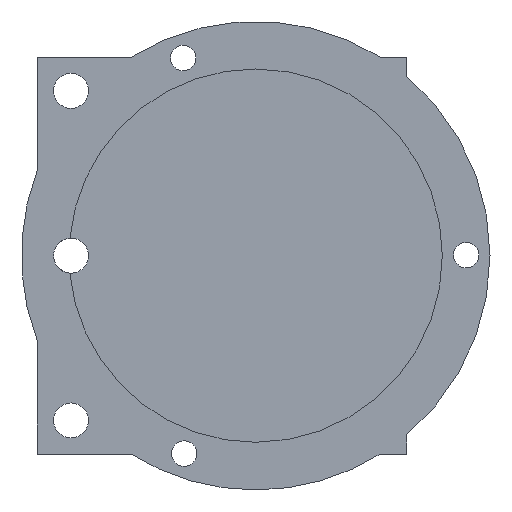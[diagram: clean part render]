
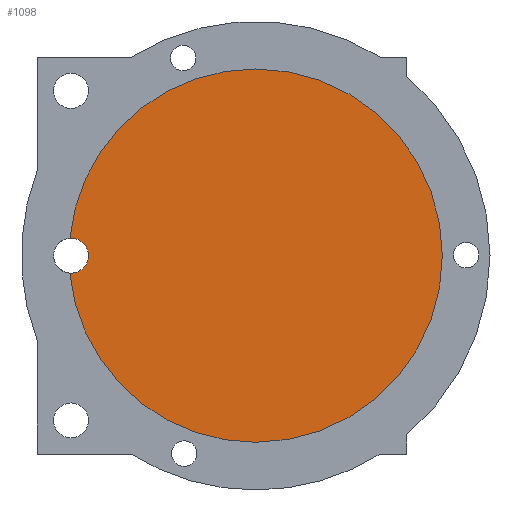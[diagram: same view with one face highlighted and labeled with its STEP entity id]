
A CAD part, front view. The second image highlights one B-rep face of the part: STEP entity #1098.
In plain terms, the highlighted planar face has unit normal (0, -1, 0).
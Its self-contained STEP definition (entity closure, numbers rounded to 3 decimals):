
#18 = ORIENTED_EDGE ( 'NONE', *, *, #108, .T. ) ;
#25 = CARTESIAN_POINT ( 'NONE',  ( -23.25, 4.5, 2.2 ) ) ;
#69 = DIRECTION ( 'NONE',  ( 0., 0., 1. ) ) ;
#82 = DIRECTION ( 'NONE',  ( 0., 1., 0. ) ) ;
#108 = EDGE_CURVE ( 'NONE', #1180, #557, #510, .T. ) ;
#115 = DIRECTION ( 'NONE',  ( 0., 1., 0. ) ) ;
#134 = CARTESIAN_POINT ( 'NONE',  ( -23.25, 4.5, 0. ) ) ;
#187 = CARTESIAN_POINT ( 'NONE',  ( 0., 4.5, -23.5 ) ) ;
#202 = VERTEX_POINT ( 'NONE', #218 ) ;
#218 = CARTESIAN_POINT ( 'NONE',  ( -23.25, 4.5, -2.2 ) ) ;
#257 = AXIS2_PLACEMENT_3D ( 'NONE', #1787, #1214, #772 ) ;
#299 = CIRCLE ( 'NONE', #1705, 23.5 ) ;
#300 = AXIS2_PLACEMENT_3D ( 'NONE', #1283, #1399, #1408 ) ;
#305 = AXIS2_PLACEMENT_3D ( 'NONE', #541, #115, #1298 ) ;
#308 = EDGE_CURVE ( 'NONE', #202, #318, #1396, .T. ) ;
#318 = VERTEX_POINT ( 'NONE', #879 ) ;
#422 = EDGE_CURVE ( 'NONE', #557, #202, #1807, .T. ) ;
#510 = CIRCLE ( 'NONE', #257, 2.2 ) ;
#541 = CARTESIAN_POINT ( 'NONE',  ( -23.25, 4.5, 0. ) ) ;
#543 = CARTESIAN_POINT ( 'NONE',  ( 0., 4.5, 0. ) ) ;
#557 = VERTEX_POINT ( 'NONE', #25 ) ;
#574 = DIRECTION ( 'NONE',  ( 0., 1., 0. ) ) ;
#623 = VERTEX_POINT ( 'NONE', #1828 ) ;
#641 = AXIS2_PLACEMENT_3D ( 'NONE', #1651, #1099, #69 ) ;
#685 = ORIENTED_EDGE ( 'NONE', *, *, #422, .T. ) ;
#726 = DIRECTION ( 'NONE',  ( 0., 1., 0. ) ) ;
#772 = DIRECTION ( 'NONE',  ( 0., 0., 1. ) ) ;
#800 = CIRCLE ( 'NONE', #300, 23.5 ) ;
#825 = CARTESIAN_POINT ( 'NONE',  ( -23.397, 4.5, 2.195 ) ) ;
#858 = CIRCLE ( 'NONE', #1831, 23.5 ) ;
#879 = CARTESIAN_POINT ( 'NONE',  ( -23.397, 4.5, -2.195 ) ) ;
#907 = ORIENTED_EDGE ( 'NONE', *, *, #1670, .F. ) ;
#974 = ORIENTED_EDGE ( 'NONE', *, *, #308, .T. ) ;
#1098 = ADVANCED_FACE ( 'NONE', ( #1545 ), #1384, .F. ) ;
#1099 = DIRECTION ( 'NONE',  ( 0., 1., 0. ) ) ;
#1116 = DIRECTION ( 'NONE',  ( 0., 0., 1. ) ) ;
#1180 = VERTEX_POINT ( 'NONE', #825 ) ;
#1214 = DIRECTION ( 'NONE',  ( 0., 1., 0. ) ) ;
#1283 = CARTESIAN_POINT ( 'NONE',  ( 0., 4.5, 0. ) ) ;
#1298 = DIRECTION ( 'NONE',  ( 0., 0., 1. ) ) ;
#1360 = ORIENTED_EDGE ( 'NONE', *, *, #1737, .F. ) ;
#1384 = PLANE ( 'NONE',  #641 ) ;
#1396 = CIRCLE ( 'NONE', #1637, 2.2 ) ;
#1399 = DIRECTION ( 'NONE',  ( 0., 1., 0. ) ) ;
#1408 = DIRECTION ( 'NONE',  ( 0., 0., 1. ) ) ;
#1442 = DIRECTION ( 'NONE',  ( 0., 0., 1. ) ) ;
#1484 = EDGE_LOOP ( 'NONE', ( #1810, #18, #685, #974, #1360, #907 ) ) ;
#1545 = FACE_OUTER_BOUND ( 'NONE', #1484, .T. ) ;
#1605 = EDGE_CURVE ( 'NONE', #1180, #623, #858, .T. ) ;
#1637 = AXIS2_PLACEMENT_3D ( 'NONE', #134, #726, #1784 ) ;
#1651 = CARTESIAN_POINT ( 'NONE',  ( 0., 4.5, 0. ) ) ;
#1670 = EDGE_CURVE ( 'NONE', #623, #1768, #800, .T. ) ;
#1705 = AXIS2_PLACEMENT_3D ( 'NONE', #1732, #574, #1442 ) ;
#1732 = CARTESIAN_POINT ( 'NONE',  ( 0., 4.5, 0. ) ) ;
#1737 = EDGE_CURVE ( 'NONE', #1768, #318, #299, .T. ) ;
#1768 = VERTEX_POINT ( 'NONE', #187 ) ;
#1784 = DIRECTION ( 'NONE',  ( 0., 0., 1. ) ) ;
#1787 = CARTESIAN_POINT ( 'NONE',  ( -23.25, 4.5, 0. ) ) ;
#1807 = CIRCLE ( 'NONE', #305, 2.2 ) ;
#1810 = ORIENTED_EDGE ( 'NONE', *, *, #1605, .F. ) ;
#1828 = CARTESIAN_POINT ( 'NONE',  ( 0., 4.5, 23.5 ) ) ;
#1831 = AXIS2_PLACEMENT_3D ( 'NONE', #543, #82, #1116 ) ;
